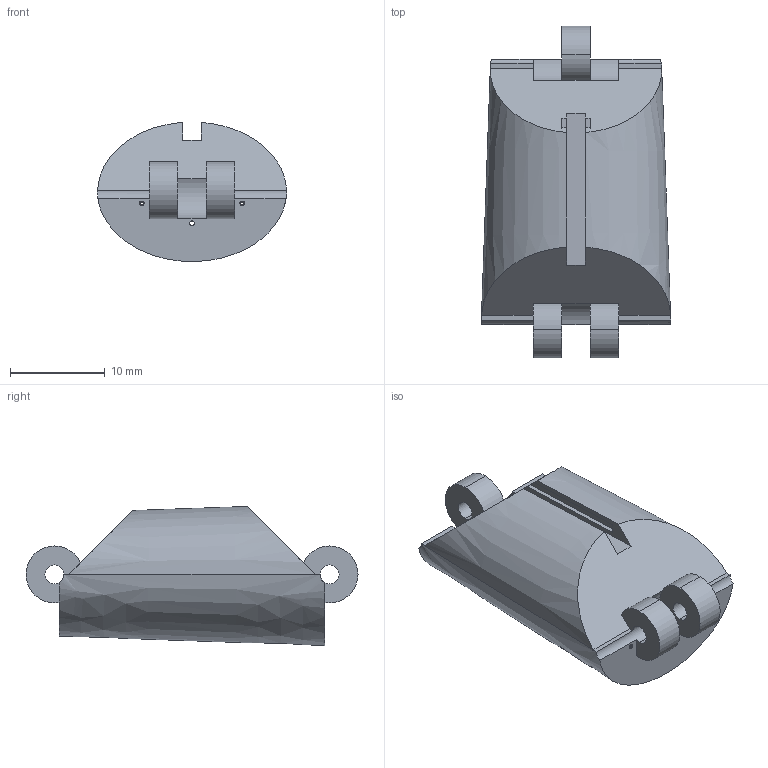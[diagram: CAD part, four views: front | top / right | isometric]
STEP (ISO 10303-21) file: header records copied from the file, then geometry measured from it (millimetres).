
FILE_DESCRIPTION (( 'STEP AP214' ), '1' );
FILE_NAME ('Part1i.STEP', '2025-12-21T13:34:24', ( '' ), ( '' ), 'SwSTEP 2.0', 'SolidWorks 2022', '' );
FILE_SCHEMA (( 'AUTOMOTIVE_DESIGN' ));
Length unit declared in the file: millimetre
Products named in the file (1): Part1i
Bounding box: 19.96 x 35 x 14.67 mm (x, y, z)
Volume: 5048.3 mm3; surface area: 2146.4 mm2
Topology: 1 solids, 1 shells, 64 faces, 174 edges, 110 vertices
Faces by surface type: plane 27, cylinder 26, torus 8, bspline 3
Entity records: 2663 total; most frequent: CARTESIAN_POINT 978, DIRECTION 348, ORIENTED_EDGE 348, EDGE_CURVE 174, AXIS2_PLACEMENT_3D 130, VERTEX_POINT 110, LINE 88, VECTOR 88
